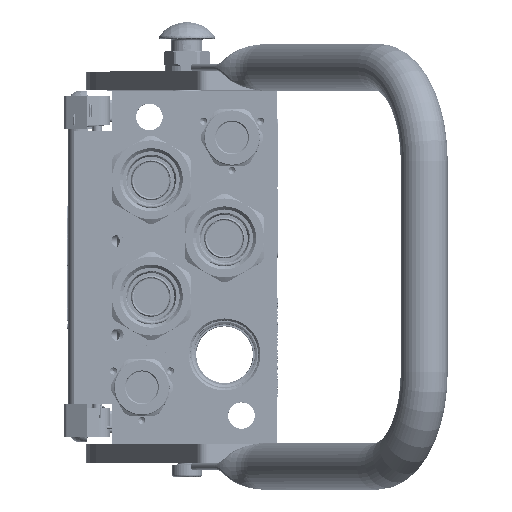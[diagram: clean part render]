
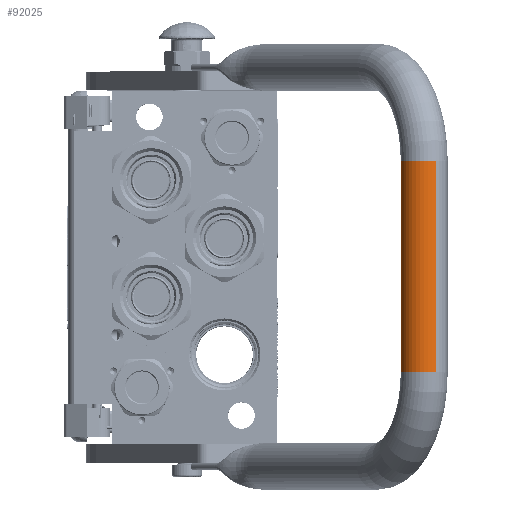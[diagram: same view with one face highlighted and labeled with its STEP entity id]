
A CAD part, top view. The second image highlights one B-rep face of the part: STEP entity #92025.
In plain terms, the highlighted cylindrical face has radius 12.5 mm (diameter 25 mm), a partial arc.
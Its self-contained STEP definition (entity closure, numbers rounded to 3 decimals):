
#3835 = DIRECTION ( 'NONE',  ( 1., 0., 0. ) ) ;
#3987 = ORIENTED_EDGE ( 'NONE', *, *, #145089, .F. ) ;
#6964 = CARTESIAN_POINT ( 'NONE',  ( -56.25, 0., 180. ) ) ;
#7005 = AXIS2_PLACEMENT_3D ( 'NONE', #72877, #3835, #86179 ) ;
#33250 = EDGE_CURVE ( 'NONE', #114347, #114043, #69471, .T. ) ;
#38959 = VERTEX_POINT ( 'NONE', #90883 ) ;
#45420 = AXIS2_PLACEMENT_3D ( 'NONE', #122793, #82502, #53047 ) ;
#46371 = ORIENTED_EDGE ( 'NONE', *, *, #108900, .T. ) ;
#48581 = LINE ( 'NONE', #93356, #72139 ) ;
#53047 = DIRECTION ( 'NONE',  ( 0., 0., -1. ) ) ;
#54014 = DIRECTION ( 'NONE',  ( 0., 0., 1. ) ) ;
#55710 = CARTESIAN_POINT ( 'NONE',  ( -56.25, 0., 155. ) ) ;
#60882 = VECTOR ( 'NONE', #92078, 1000. ) ;
#63805 = ORIENTED_EDGE ( 'NONE', *, *, #107013, .F. ) ;
#69325 = EDGE_LOOP ( 'NONE', ( #114935, #63805, #3987, #46371 ) ) ;
#69471 = LINE ( 'NONE', #147833, #60882 ) ;
#71175 = CIRCLE ( 'NONE', #113947, 12.5 ) ;
#72139 = VECTOR ( 'NONE', #95125, 1000. ) ;
#72877 = CARTESIAN_POINT ( 'NONE',  ( -56.25, 0., 167.5 ) ) ;
#75118 = CARTESIAN_POINT ( 'NONE',  ( 56.25, 0., 155. ) ) ;
#82502 = DIRECTION ( 'NONE',  ( -1., 0., 0. ) ) ;
#86179 = DIRECTION ( 'NONE',  ( 0., 0., 1. ) ) ;
#90883 = CARTESIAN_POINT ( 'NONE',  ( 56.25, 0., 180. ) ) ;
#92025 = ADVANCED_FACE ( 'NONE', ( #97118 ), #161431, .T. ) ;
#92078 = DIRECTION ( 'NONE',  ( 1., 0., 0. ) ) ;
#93356 = CARTESIAN_POINT ( 'NONE',  ( -56.25, 0., 180. ) ) ;
#95125 = DIRECTION ( 'NONE',  ( 1., 0., 0. ) ) ;
#95543 = DIRECTION ( 'NONE',  ( 1., 0., 0. ) ) ;
#97118 = FACE_OUTER_BOUND ( 'NONE', #69325, .T. ) ;
#107013 = EDGE_CURVE ( 'NONE', #38959, #114043, #71175, .T. ) ;
#108900 = EDGE_CURVE ( 'NONE', #157520, #114347, #130687, .T. ) ;
#113947 = AXIS2_PLACEMENT_3D ( 'NONE', #165658, #95543, #54014 ) ;
#114043 = VERTEX_POINT ( 'NONE', #75118 ) ;
#114347 = VERTEX_POINT ( 'NONE', #55710 ) ;
#114935 = ORIENTED_EDGE ( 'NONE', *, *, #33250, .T. ) ;
#122793 = CARTESIAN_POINT ( 'NONE',  ( -56.25, 0., 167.5 ) ) ;
#130687 = CIRCLE ( 'NONE', #7005, 12.5 ) ;
#145089 = EDGE_CURVE ( 'NONE', #157520, #38959, #48581, .T. ) ;
#147833 = CARTESIAN_POINT ( 'NONE',  ( -56.25, 0., 155. ) ) ;
#157520 = VERTEX_POINT ( 'NONE', #6964 ) ;
#161431 = CYLINDRICAL_SURFACE ( 'NONE', #45420, 12.5 ) ;
#165658 = CARTESIAN_POINT ( 'NONE',  ( 56.25, 0., 167.5 ) ) ;
